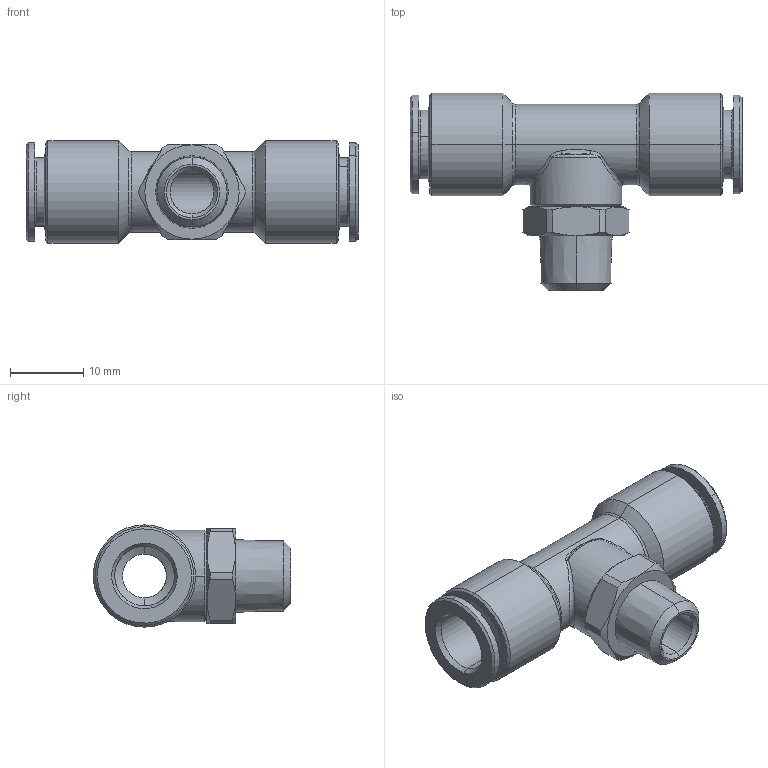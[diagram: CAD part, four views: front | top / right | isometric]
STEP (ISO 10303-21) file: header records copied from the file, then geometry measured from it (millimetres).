
FILE_DESCRIPTION(( 'MA.20.08.18.STEP' ), '1');
FILE_NAME( 'MA.20.08.18.STEP', '2018-10-01T12:16:33',( 'Sopra'),('sopra-pneumatic.com'), 'SwSTEP 2.0','SolidWorks 2009','' );
FILE_SCHEMA (( 'CONFIG_CONTROL_DESIGN' ));
Length unit declared in the file: millimetre
Products named in the file (1): A0100041
Bounding box: 45.4 x 27 x 14 mm (x, y, z)
Volume: 4666.8 mm3; surface area: 4248.2 mm2
Topology: 1 solids, 1 shells, 102 faces, 230 edges, 136 vertices
Faces by surface type: cone 42, cylinder 31, plane 15, bspline 8, torus 6
Entity records: 3451 total; most frequent: CARTESIAN_POINT 1107, DIRECTION 500, ORIENTED_EDGE 460, EDGE_CURVE 230, AXIS2_PLACEMENT_3D 211, VERTEX_POINT 136, CIRCLE 116, EDGE_LOOP 112
